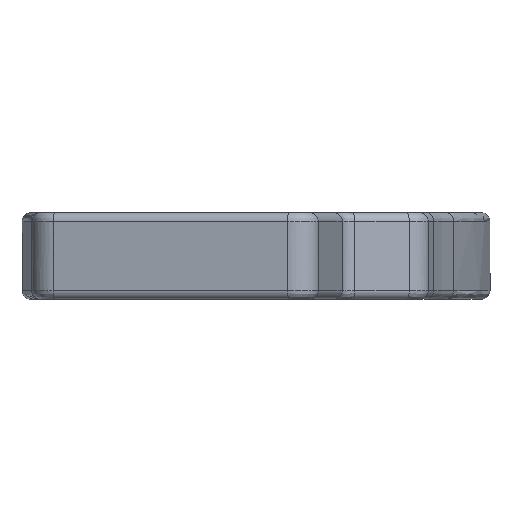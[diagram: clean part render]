
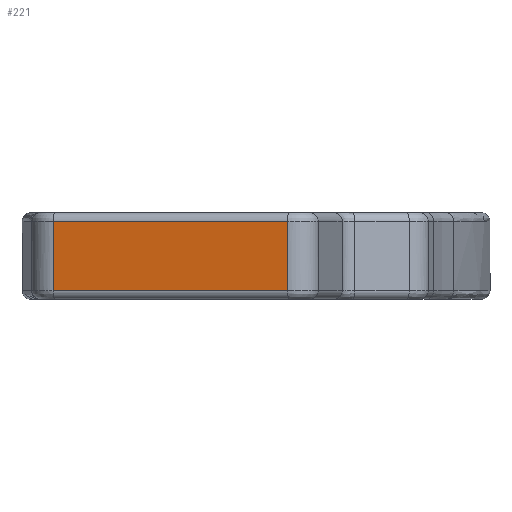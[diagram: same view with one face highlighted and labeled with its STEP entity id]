
A CAD part, left-side view. The second image highlights one B-rep face of the part: STEP entity #221.
In plain terms, the highlighted planar face has unit normal (-0.985, 0.174, 0).
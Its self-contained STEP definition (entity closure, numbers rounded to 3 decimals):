
#221=ADVANCED_FACE('',(#700),#8009,.T.);
#700=FACE_OUTER_BOUND('',#1187,.T.);
#1187=EDGE_LOOP('',(#2322,#2323,#2324,#2325));
#2322=ORIENTED_EDGE('',*,*,#4668,.T.);
#2323=ORIENTED_EDGE('',*,*,#4669,.F.);
#2324=ORIENTED_EDGE('',*,*,#4667,.T.);
#2325=ORIENTED_EDGE('',*,*,#4670,.T.);
#4667=EDGE_CURVE('',#7230,#7228,#6404,.T.);
#4668=EDGE_CURVE('',#7229,#7231,#6405,.T.);
#4669=EDGE_CURVE('',#7230,#7231,#5722,.T.);
#4670=EDGE_CURVE('',#7228,#7229,#5723,.T.);
#5722=(
BOUNDED_CURVE()
B_SPLINE_CURVE(1,(#12521,#12522,#12523,#12524),.UNSPECIFIED.,.F.,.F.)
B_SPLINE_CURVE_WITH_KNOTS((2,1,1,2),(0.,9.,14.6,
15.6),.UNSPECIFIED.)
CURVE()
GEOMETRIC_REPRESENTATION_ITEM()
RATIONAL_B_SPLINE_CURVE((1.,1.,1.,1.))
REPRESENTATION_ITEM('')
);
#5723=(
BOUNDED_CURVE()
B_SPLINE_CURVE(1,(#12525,#12526,#12527,#12528),.UNSPECIFIED.,.F.,.F.)
B_SPLINE_CURVE_WITH_KNOTS((2,1,1,2),(0.,9.,14.6,
15.6),.UNSPECIFIED.)
CURVE()
GEOMETRIC_REPRESENTATION_ITEM()
RATIONAL_B_SPLINE_CURVE((1.,1.,1.,1.))
REPRESENTATION_ITEM('')
);
#6404=B_SPLINE_CURVE_WITH_KNOTS('',1,(#12517,#12518),.UNSPECIFIED.,.F.,
 .F.,(2,2),(0.,53.74),.UNSPECIFIED.);
#6405=B_SPLINE_CURVE_WITH_KNOTS('',1,(#12519,#12520),.UNSPECIFIED.,.F.,
 .F.,(2,2),(0.,53.74),.UNSPECIFIED.);
#7228=VERTEX_POINT('',#10464);
#7229=VERTEX_POINT('',#10465);
#7230=VERTEX_POINT('',#10466);
#7231=VERTEX_POINT('',#10467);
#8009=PLANE('',#8355);
#8355=AXIS2_PLACEMENT_3D('',#9268,#8800,$);
#8800=DIRECTION('',(-0.985,0.174,0.));
#9268=CARTESIAN_POINT('',(-107.699,58.664,3.));
#10464=CARTESIAN_POINT('',(-107.699,58.664,18.6));
#10465=CARTESIAN_POINT('',(-107.699,58.664,3.));
#10466=CARTESIAN_POINT('',(-117.031,5.741,18.6));
#10467=CARTESIAN_POINT('',(-117.031,5.741,3.));
#12517=CARTESIAN_POINT('',(-117.031,5.741,18.6));
#12518=CARTESIAN_POINT('',(-107.699,58.664,18.6));
#12519=CARTESIAN_POINT('',(-107.699,58.664,3.));
#12520=CARTESIAN_POINT('',(-117.031,5.741,3.));
#12521=CARTESIAN_POINT('',(-117.031,5.741,18.6));
#12522=CARTESIAN_POINT('',(-117.031,5.741,9.6));
#12523=CARTESIAN_POINT('',(-117.031,5.741,4.));
#12524=CARTESIAN_POINT('',(-117.031,5.741,3.));
#12525=CARTESIAN_POINT('',(-107.699,58.664,18.6));
#12526=CARTESIAN_POINT('',(-107.699,58.664,9.6));
#12527=CARTESIAN_POINT('',(-107.699,58.664,4.));
#12528=CARTESIAN_POINT('',(-107.699,58.664,3.));
